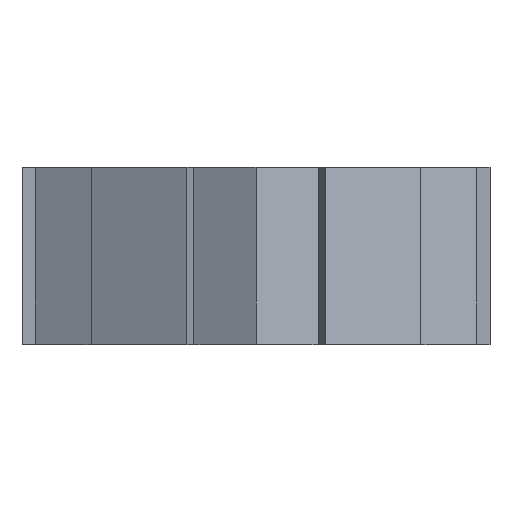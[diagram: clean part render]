
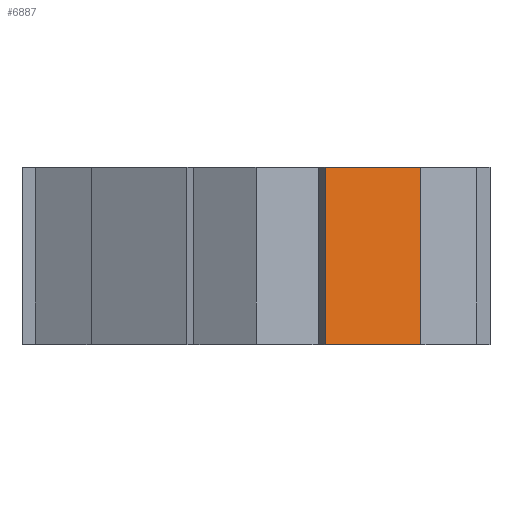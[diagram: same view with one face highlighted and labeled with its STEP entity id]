
A CAD part, front view. The second image highlights one B-rep face of the part: STEP entity #6887.
In plain terms, the highlighted planar face has unit normal (0.5, -0.866, 0).
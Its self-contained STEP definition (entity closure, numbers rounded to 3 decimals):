
#132=PLANE('',#7748);
#385=FACE_OUTER_BOUND('',#759,.T.);
#759=EDGE_LOOP('',(#5439,#5440,#5441,#5442));
#1212=LINE('',#12483,#1646);
#1216=LINE('',#12492,#1650);
#1218=LINE('',#12495,#1652);
#1219=LINE('',#12496,#1653);
#1646=VECTOR('',#9738,10.);
#1650=VECTOR('',#9744,10.);
#1652=VECTOR('',#9748,10.);
#1653=VECTOR('',#9749,10.);
#3009=VERTEX_POINT('',#12480);
#3010=VERTEX_POINT('',#12482);
#3013=VERTEX_POINT('',#12489);
#3014=VERTEX_POINT('',#12491);
#3951=EDGE_CURVE('',#3010,#3009,#1212,.T.);
#3955=EDGE_CURVE('',#3014,#3013,#1216,.T.);
#3957=EDGE_CURVE('',#3009,#3014,#1218,.T.);
#3958=EDGE_CURVE('',#3013,#3010,#1219,.T.);
#5439=ORIENTED_EDGE('',*,*,#3957,.T.);
#5440=ORIENTED_EDGE('',*,*,#3955,.T.);
#5441=ORIENTED_EDGE('',*,*,#3958,.T.);
#5442=ORIENTED_EDGE('',*,*,#3951,.T.);
#6887=ADVANCED_FACE('',(#385),#132,.T.);
#7748=AXIS2_PLACEMENT_3D('',#12494,#9746,#9747);
#9738=DIRECTION('',(0.,0.,-1.));
#9744=DIRECTION('',(0.,0.,1.));
#9746=DIRECTION('center_axis',(0.5,-0.866,0.));
#9747=DIRECTION('ref_axis',(0.,0.,1.));
#9748=DIRECTION('',(0.866,0.5,0.));
#9749=DIRECTION('',(-0.866,-0.5,0.));
#12480=CARTESIAN_POINT('',(15.573,-51.973,0.));
#12482=CARTESIAN_POINT('',(15.573,-51.973,40.));
#12483=CARTESIAN_POINT('',(15.573,-51.973,40.));
#12489=CARTESIAN_POINT('',(37.224,-39.473,40.));
#12491=CARTESIAN_POINT('',(37.224,-39.473,0.));
#12492=CARTESIAN_POINT('',(37.224,-39.473,0.));
#12494=CARTESIAN_POINT('Origin',(26.398,-45.723,20.));
#12495=CARTESIAN_POINT('',(15.573,-51.973,0.));
#12496=CARTESIAN_POINT('',(37.224,-39.473,40.));
